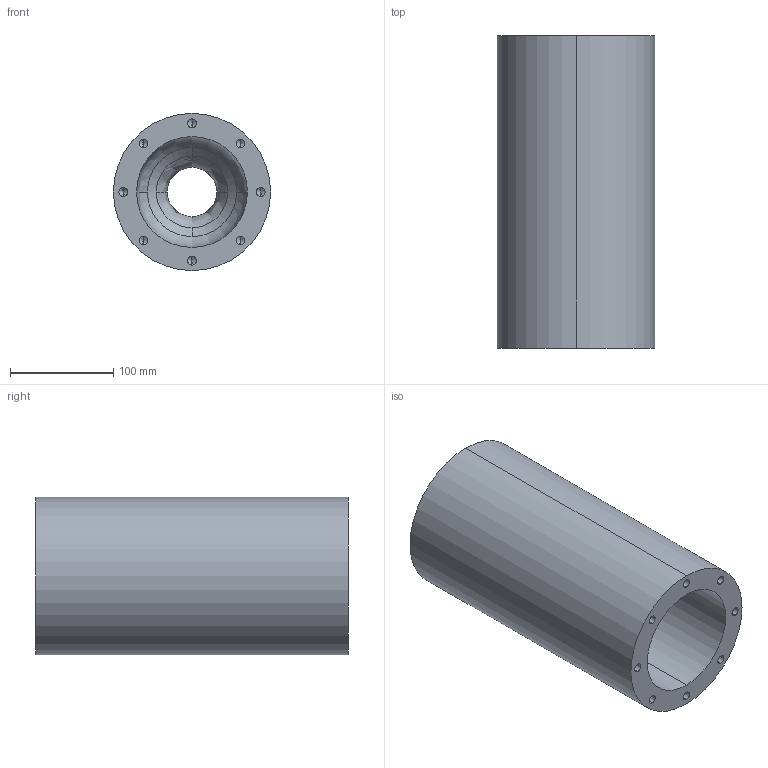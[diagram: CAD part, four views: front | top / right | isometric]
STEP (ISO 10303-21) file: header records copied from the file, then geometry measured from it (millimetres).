
FILE_DESCRIPTION (( 'STEP AP214' ), '1' );
FILE_NAME ('SolidRocket.STEP', '2020-01-09T21:39:25', ( '' ), ( '' ), 'SwSTEP 2.0', 'SolidWorks 2019', '' );
FILE_SCHEMA (( 'AUTOMOTIVE_DESIGN' ));
Length unit declared in the file: inch
Products named in the file (1): SolidRocket
Bounding box: 152.4 x 303 x 152.4 mm (x, y, z)
Volume: 3034235.1 mm3; surface area: 261802 mm2
Topology: 1 solids, 1 shells, 48 faces, 118 edges, 64 vertices
Faces by surface type: cylinder 20, cone 18, bspline 8, plane 2
Entity records: 2544 total; most frequent: CARTESIAN_POINT 1249, DIRECTION 232, ORIENTED_EDGE 204, EDGE_CURVE 102, AXIS2_PLACEMENT_3D 97, VERTEX_POINT 64, EDGE_LOOP 58, CIRCLE 56
